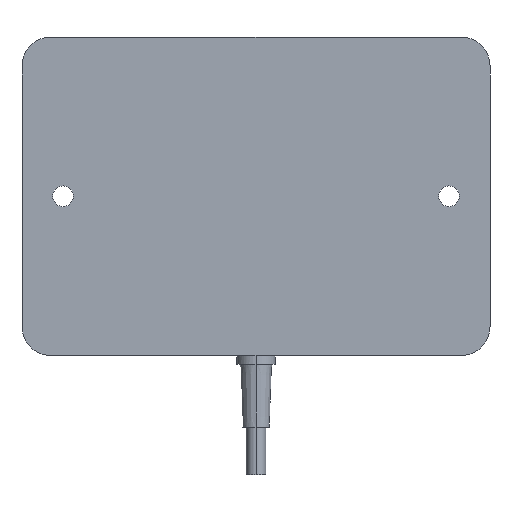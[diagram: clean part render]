
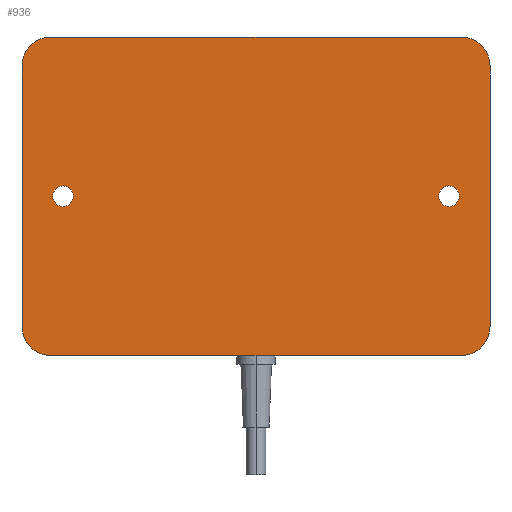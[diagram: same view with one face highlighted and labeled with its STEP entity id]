
A CAD part, front view. The second image highlights one B-rep face of the part: STEP entity #936.
In plain terms, the highlighted planar face has unit normal (0, -1, 0).
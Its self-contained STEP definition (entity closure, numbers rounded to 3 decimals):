
#113=DIRECTION('',(0.,0.,-1.));
#114=VECTOR('',#113,54.);
#115=CARTESIAN_POINT('',(48.5,0.,27.));
#116=LINE('',#115,#114);
#120=DIRECTION('',(-1.,0.,0.));
#121=VECTOR('',#120,85.);
#122=CARTESIAN_POINT('',(42.5,0.,-33.));
#123=LINE('',#122,#121);
#127=DIRECTION('',(0.,0.,1.));
#128=VECTOR('',#127,54.);
#129=CARTESIAN_POINT('',(-48.5,0.,-27.));
#130=LINE('',#129,#128);
#134=DIRECTION('',(1.,0.,0.));
#135=VECTOR('',#134,85.);
#136=CARTESIAN_POINT('',(-42.5,0.,33.));
#137=LINE('',#136,#135);
#141=CARTESIAN_POINT('',(40.,0.,0.));
#142=DIRECTION('',(0.,1.,0.));
#143=DIRECTION('',(1.,0.,0.));
#144=AXIS2_PLACEMENT_3D('',#141,#142,#143);
#149=CARTESIAN_POINT('',(40.,0.,0.));
#150=DIRECTION('',(0.,1.,0.));
#151=DIRECTION('',(-1.,0.,0.));
#152=AXIS2_PLACEMENT_3D('',#149,#150,#151);
#157=CARTESIAN_POINT('',(-40.,0.,0.));
#158=DIRECTION('',(0.,1.,0.));
#159=DIRECTION('',(1.,0.,0.));
#160=AXIS2_PLACEMENT_3D('',#157,#158,#159);
#165=CARTESIAN_POINT('',(-40.,0.,0.));
#166=DIRECTION('',(0.,1.,0.));
#167=DIRECTION('',(-1.,0.,0.));
#168=AXIS2_PLACEMENT_3D('',#165,#166,#167);
#180=CARTESIAN_POINT('',(48.5,0.,27.));
#181=CARTESIAN_POINT('',(48.5,0.,27.5));
#182=CARTESIAN_POINT('',(48.382,0.,28.382));
#183=CARTESIAN_POINT('',(47.866,0.,29.866));
#184=CARTESIAN_POINT('',(46.827,0.,31.327));
#185=CARTESIAN_POINT('',(45.366,0.,32.366));
#186=CARTESIAN_POINT('',(43.882,0.,32.882));
#187=CARTESIAN_POINT('',(43.,0.,33.));
#188=CARTESIAN_POINT('',(42.5,0.,33.));
#447=CARTESIAN_POINT('',(-42.5,0.,33.));
#448=CARTESIAN_POINT('',(-43.,0.,33.));
#449=CARTESIAN_POINT('',(-43.882,0.,32.882));
#450=CARTESIAN_POINT('',(-45.366,0.,32.366));
#451=CARTESIAN_POINT('',(-46.827,0.,31.327));
#452=CARTESIAN_POINT('',(-47.866,0.,29.866));
#453=CARTESIAN_POINT('',(-48.382,0.,28.382));
#454=CARTESIAN_POINT('',(-48.5,0.,27.5));
#455=CARTESIAN_POINT('',(-48.5,0.,27.));
#474=CARTESIAN_POINT('',(-48.5,0.,-27.));
#475=CARTESIAN_POINT('',(-48.5,0.,-27.5));
#476=CARTESIAN_POINT('',(-48.382,0.,-28.382));
#477=CARTESIAN_POINT('',(-47.866,0.,-29.866));
#478=CARTESIAN_POINT('',(-46.827,0.,-31.327));
#479=CARTESIAN_POINT('',(-45.366,0.,-32.366));
#480=CARTESIAN_POINT('',(-43.882,0.,-32.882));
#481=CARTESIAN_POINT('',(-43.,0.,-33.));
#482=CARTESIAN_POINT('',(-42.5,0.,-33.));
#535=CARTESIAN_POINT('',(42.5,0.,-33.));
#536=CARTESIAN_POINT('',(43.,0.,-33.));
#537=CARTESIAN_POINT('',(43.882,0.,-32.882));
#538=CARTESIAN_POINT('',(45.366,0.,-32.366));
#539=CARTESIAN_POINT('',(46.827,0.,-31.327));
#540=CARTESIAN_POINT('',(47.866,0.,-29.866));
#541=CARTESIAN_POINT('',(48.382,0.,-28.382));
#542=CARTESIAN_POINT('',(48.5,0.,-27.5));
#543=CARTESIAN_POINT('',(48.5,0.,-27.));
#743=VERTEX_POINT('',#180);
#744=VERTEX_POINT('',#188);
#745=VERTEX_POINT('',#447);
#746=VERTEX_POINT('',#455);
#747=VERTEX_POINT('',#474);
#748=VERTEX_POINT('',#482);
#749=VERTEX_POINT('',#535);
#750=VERTEX_POINT('',#543);
#803=CARTESIAN_POINT('',(42.15,0.,0.));
#804=VERTEX_POINT('',#803);
#805=CARTESIAN_POINT('',(37.85,0.,0.));
#806=VERTEX_POINT('',#805);
#807=CARTESIAN_POINT('',(-37.85,0.,0.));
#808=VERTEX_POINT('',#807);
#809=CARTESIAN_POINT('',(-42.15,0.,0.));
#810=VERTEX_POINT('',#809);
#903=CARTESIAN_POINT('',(0.,0.,0.));
#904=DIRECTION('',(0.,1.,0.));
#905=DIRECTION('',(1.,0.,0.));
#906=AXIS2_PLACEMENT_3D('',#903,#904,#905);
#907=PLANE('',#906);
#909=ORIENTED_EDGE('',*,*,#908,.F.);
#911=ORIENTED_EDGE('',*,*,#910,.T.);
#913=ORIENTED_EDGE('',*,*,#912,.F.);
#915=ORIENTED_EDGE('',*,*,#914,.T.);
#917=ORIENTED_EDGE('',*,*,#916,.F.);
#919=ORIENTED_EDGE('',*,*,#918,.T.);
#921=ORIENTED_EDGE('',*,*,#920,.F.);
#923=ORIENTED_EDGE('',*,*,#922,.T.);
#924=EDGE_LOOP('',(#909,#911,#913,#915,#917,#919,#921,#923));
#925=FACE_OUTER_BOUND('',#924,.F.);
#926=ORIENTED_EDGE('',*,*,#870,.F.);
#927=ORIENTED_EDGE('',*,*,#885,.F.);
#928=EDGE_LOOP('',(#926,#927));
#929=FACE_BOUND('',#928,.F.);
#931=ORIENTED_EDGE('',*,*,#930,.F.);
#933=ORIENTED_EDGE('',*,*,#932,.F.);
#934=EDGE_LOOP('',(#931,#933));
#935=FACE_BOUND('',#934,.F.);
#936=ADVANCED_FACE('',(#925,#929,#935),#907,.F.);
#145=CIRCLE('',#144,2.15);
#153=CIRCLE('',#152,2.15);
#161=CIRCLE('',#160,2.15);
#169=CIRCLE('',#168,2.15);
#189=B_SPLINE_CURVE_WITH_KNOTS('',3,(#180,#181,#182,#183,#184,#185,#186,#187,
#188),.UNSPECIFIED.,.F.,.F.,(4,1,1,1,1,1,4),(0.,0.125,0.25,0.5,0.75,
0.875,1.),.UNSPECIFIED.);
#456=B_SPLINE_CURVE_WITH_KNOTS('',3,(#447,#448,#449,#450,#451,#452,#453,#454,
#455),.UNSPECIFIED.,.F.,.F.,(4,1,1,1,1,1,4),(0.,0.125,0.25,0.5,0.75,
0.875,1.),.UNSPECIFIED.);
#483=B_SPLINE_CURVE_WITH_KNOTS('',3,(#474,#475,#476,#477,#478,#479,#480,#481,
#482),.UNSPECIFIED.,.F.,.F.,(4,1,1,1,1,1,4),(0.,0.125,0.25,0.5,0.75,
0.875,1.),.UNSPECIFIED.);
#544=B_SPLINE_CURVE_WITH_KNOTS('',3,(#535,#536,#537,#538,#539,#540,#541,#542,
#543),.UNSPECIFIED.,.F.,.F.,(4,1,1,1,1,1,4),(0.,0.125,0.25,0.5,0.75,
0.875,1.),.UNSPECIFIED.);
#870=EDGE_CURVE('',#804,#806,#145,.T.);
#885=EDGE_CURVE('',#806,#804,#153,.T.);
#908=EDGE_CURVE('',#743,#744,#189,.T.);
#910=EDGE_CURVE('',#743,#750,#116,.T.);
#912=EDGE_CURVE('',#749,#750,#544,.T.);
#914=EDGE_CURVE('',#749,#748,#123,.T.);
#916=EDGE_CURVE('',#747,#748,#483,.T.);
#918=EDGE_CURVE('',#747,#746,#130,.T.);
#920=EDGE_CURVE('',#745,#746,#456,.T.);
#922=EDGE_CURVE('',#745,#744,#137,.T.);
#930=EDGE_CURVE('',#808,#810,#161,.T.);
#932=EDGE_CURVE('',#810,#808,#169,.T.);
